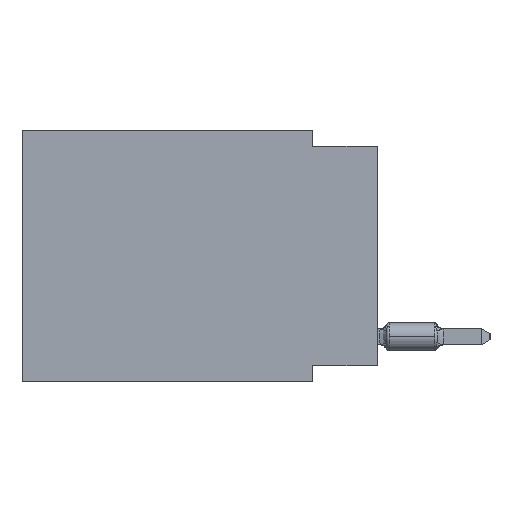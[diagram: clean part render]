
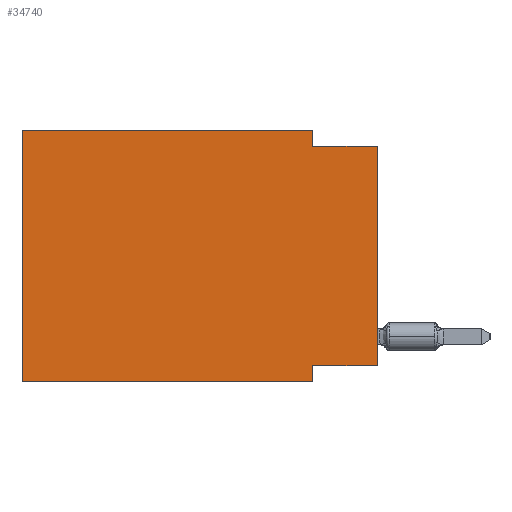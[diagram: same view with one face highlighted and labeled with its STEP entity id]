
A CAD part, left-side view. The second image highlights one B-rep face of the part: STEP entity #34740.
In plain terms, the highlighted planar face has unit normal (-1, 0, 0).
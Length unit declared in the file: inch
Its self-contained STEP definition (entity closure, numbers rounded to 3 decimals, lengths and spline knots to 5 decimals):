
#894 = CARTESIAN_POINT ( 'NONE',  ( 0., 0., -0.025 ) ) ;
#1562 = EDGE_CURVE ( 'NONE', #14605, #5787, #12918, .T. ) ;
#1567 = ORIENTED_EDGE ( 'NONE', *, *, #30369, .F. ) ;
#2153 = CARTESIAN_POINT ( 'NONE',  ( 0., 0., -0.365 ) ) ;
#2344 = ORIENTED_EDGE ( 'NONE', *, *, #18155, .F. ) ;
#2647 = CARTESIAN_POINT ( 'NONE',  ( 0., 0.1, -0.365 ) ) ;
#2925 = VECTOR ( 'NONE', #7040, 39.37008 ) ;
#3645 = VERTEX_POINT ( 'NONE', #894 ) ;
#4005 = VECTOR ( 'NONE', #10968, 39.37008 ) ;
#5356 = VECTOR ( 'NONE', #6892, 39.37008 ) ;
#5787 = VERTEX_POINT ( 'NONE', #34141 ) ;
#6251 = ORIENTED_EDGE ( 'NONE', *, *, #1562, .F. ) ;
#6517 = VERTEX_POINT ( 'NONE', #21378 ) ;
#6892 = DIRECTION ( 'NONE',  ( 0., 0., -1. ) ) ;
#7040 = DIRECTION ( 'NONE',  ( 0., -1., 0. ) ) ;
#7465 = CARTESIAN_POINT ( 'NONE',  ( 0., 0.1, 0. ) ) ;
#7704 = LINE ( 'NONE', #19452, #11860 ) ;
#8409 = DIRECTION ( 'NONE',  ( 0., 1., 0. ) ) ;
#8505 = CARTESIAN_POINT ( 'NONE',  ( 0., 0., -0.025 ) ) ;
#8903 = ORIENTED_EDGE ( 'NONE', *, *, #12102, .T. ) ;
#9514 = AXIS2_PLACEMENT_3D ( 'NONE', #20278, #34488, #19912 ) ;
#9616 = CARTESIAN_POINT ( 'NONE',  ( 0., 0.55, 0. ) ) ;
#10328 = ORIENTED_EDGE ( 'NONE', *, *, #28076, .F. ) ;
#10968 = DIRECTION ( 'NONE',  ( 0., 0., -1. ) ) ;
#11548 = CARTESIAN_POINT ( 'NONE',  ( 0., 0.55, 0. ) ) ;
#11860 = VECTOR ( 'NONE', #25695, 39.37008 ) ;
#12102 = EDGE_CURVE ( 'NONE', #17574, #33733, #26331, .T. ) ;
#12918 = LINE ( 'NONE', #36409, #2925 ) ;
#14145 = ORIENTED_EDGE ( 'NONE', *, *, #31651, .T. ) ;
#14550 = VERTEX_POINT ( 'NONE', #2647 ) ;
#14605 = VERTEX_POINT ( 'NONE', #11548 ) ;
#14969 = CARTESIAN_POINT ( 'NONE',  ( 0., 0.55, -0.39 ) ) ;
#15851 = CARTESIAN_POINT ( 'NONE',  ( 0., 0.1, -0.39 ) ) ;
#17265 = EDGE_CURVE ( 'NONE', #17574, #14605, #21180, .T. ) ;
#17574 = VERTEX_POINT ( 'NONE', #22863 ) ;
#18155 = EDGE_CURVE ( 'NONE', #14550, #33733, #34462, .T. ) ;
#19452 = CARTESIAN_POINT ( 'NONE',  ( 0., 0., 0. ) ) ;
#19912 = DIRECTION ( 'NONE',  ( 0., 0., -1. ) ) ;
#20082 = DIRECTION ( 'NONE',  ( 0., -1., 0. ) ) ;
#20278 = CARTESIAN_POINT ( 'NONE',  ( 0., 0.55, 0. ) ) ;
#21180 = LINE ( 'NONE', #9616, #29389 ) ;
#21362 = EDGE_LOOP ( 'NONE', ( #14145, #1567, #35383, #6251, #34778, #8903, #2344, #10328 ) ) ;
#21378 = CARTESIAN_POINT ( 'NONE',  ( 0., 0.1, -0.025 ) ) ;
#21974 = VECTOR ( 'NONE', #8409, 39.37008 ) ;
#22067 = LINE ( 'NONE', #2153, #21974 ) ;
#22160 = CARTESIAN_POINT ( 'NONE',  ( 0., 0.1, -0.39 ) ) ;
#22777 = EDGE_CURVE ( 'NONE', #5787, #6517, #33434, .T. ) ;
#22863 = CARTESIAN_POINT ( 'NONE',  ( 0., 0.55, -0.39 ) ) ;
#23829 = DIRECTION ( 'NONE',  ( 0., 0., 1. ) ) ;
#25695 = DIRECTION ( 'NONE',  ( 0., 0., 1. ) ) ;
#26331 = LINE ( 'NONE', #14969, #26766 ) ;
#26766 = VECTOR ( 'NONE', #29736, 39.37008 ) ;
#28076 = EDGE_CURVE ( 'NONE', #33470, #14550, #22067, .T. ) ;
#28391 = CARTESIAN_POINT ( 'NONE',  ( 0., 0., -0.365 ) ) ;
#28617 = LINE ( 'NONE', #8505, #34777 ) ;
#29389 = VECTOR ( 'NONE', #23829, 39.37008 ) ;
#29736 = DIRECTION ( 'NONE',  ( 0., -1., 0. ) ) ;
#30369 = EDGE_CURVE ( 'NONE', #6517, #3645, #28617, .T. ) ;
#31651 = EDGE_CURVE ( 'NONE', #33470, #3645, #7704, .T. ) ;
#32546 = PLANE ( 'NONE',  #9514 ) ;
#33434 = LINE ( 'NONE', #7465, #5356 ) ;
#33470 = VERTEX_POINT ( 'NONE', #28391 ) ;
#33733 = VERTEX_POINT ( 'NONE', #15851 ) ;
#34141 = CARTESIAN_POINT ( 'NONE',  ( 0., 0.1, 0. ) ) ;
#34462 = LINE ( 'NONE', #22160, #4005 ) ;
#34488 = DIRECTION ( 'NONE',  ( 1., 0., 0. ) ) ;
#34678 = FACE_OUTER_BOUND ( 'NONE', #21362, .T. ) ;
#34740 = ADVANCED_FACE ( 'NONE', ( #34678 ), #32546, .F. ) ;
#34777 = VECTOR ( 'NONE', #20082, 39.37008 ) ;
#34778 = ORIENTED_EDGE ( 'NONE', *, *, #17265, .F. ) ;
#35383 = ORIENTED_EDGE ( 'NONE', *, *, #22777, .F. ) ;
#36409 = CARTESIAN_POINT ( 'NONE',  ( 0., 0.55, 0. ) ) ;
